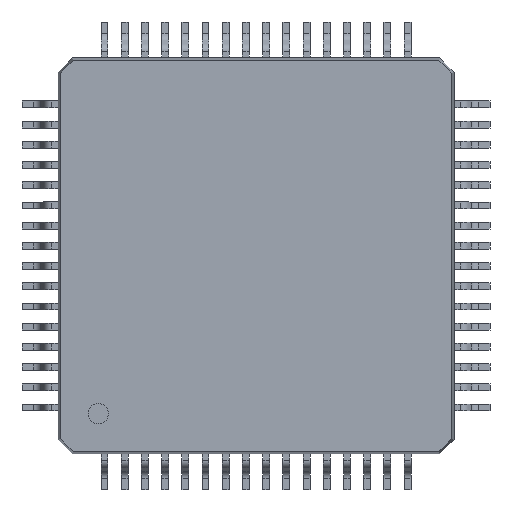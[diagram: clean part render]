
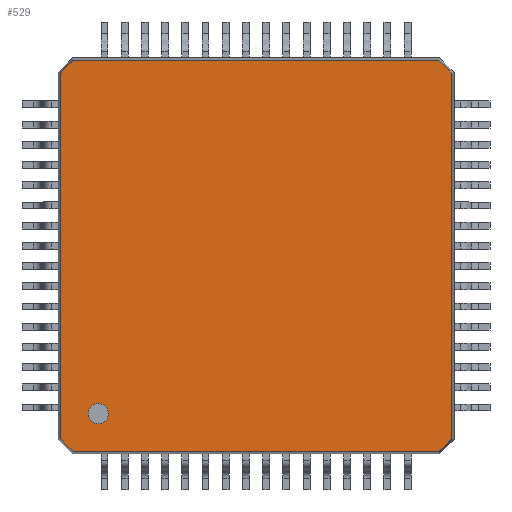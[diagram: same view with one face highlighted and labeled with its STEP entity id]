
A CAD part, top view. The second image highlights one B-rep face of the part: STEP entity #529.
In plain terms, the highlighted planar face has unit normal (0, 0, 1).
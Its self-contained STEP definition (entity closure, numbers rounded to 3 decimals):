
#43=CARTESIAN_POINT('',(-3.9,-3.9,1.));
#44=DIRECTION('',(0.,0.,-1.));
#45=DIRECTION('',(1.,0.,0.));
#46=AXIS2_PLACEMENT_3D('',#43,#44,#45);
#75=CARTESIAN_POINT('',(-3.9,-3.9,1.));
#76=DIRECTION('',(0.,0.,-1.));
#77=DIRECTION('',(-1.,0.,0.));
#78=AXIS2_PLACEMENT_3D('',#75,#76,#77);
#90=DIRECTION('',(0.,-1.,0.));
#91=VECTOR('',#90,9.049);
#92=CARTESIAN_POINT('',(4.839,4.525,1.));
#93=LINE('',#92,#91);
#97=DIRECTION('',(-0.707,-0.707,0.));
#98=VECTOR('',#97,0.444);
#99=CARTESIAN_POINT('',(4.839,-4.525,1.));
#100=LINE('',#99,#98);
#104=DIRECTION('',(-1.,0.,0.));
#105=VECTOR('',#104,9.049);
#106=CARTESIAN_POINT('',(4.525,-4.839,1.));
#107=LINE('',#106,#105);
#111=DIRECTION('',(-0.707,0.707,0.));
#112=VECTOR('',#111,0.444);
#113=CARTESIAN_POINT('',(-4.525,-4.839,1.));
#114=LINE('',#113,#112);
#118=DIRECTION('',(0.,1.,0.));
#119=VECTOR('',#118,9.049);
#120=CARTESIAN_POINT('',(-4.839,-4.525,1.));
#121=LINE('',#120,#119);
#125=DIRECTION('',(0.707,0.707,0.));
#126=VECTOR('',#125,0.444);
#127=CARTESIAN_POINT('',(-4.839,4.525,1.));
#128=LINE('',#127,#126);
#132=DIRECTION('',(1.,0.,0.));
#133=VECTOR('',#132,9.049);
#134=CARTESIAN_POINT('',(-4.525,4.839,1.));
#135=LINE('',#134,#133);
#139=DIRECTION('',(0.707,-0.707,0.));
#140=VECTOR('',#139,0.444);
#141=CARTESIAN_POINT('',(4.525,4.839,1.));
#142=LINE('',#141,#140);
#374=CARTESIAN_POINT('',(4.839,4.525,1.));
#375=CARTESIAN_POINT('',(4.839,-4.525,1.));
#376=VERTEX_POINT('',#374);
#377=VERTEX_POINT('',#375);
#378=CARTESIAN_POINT('',(-4.15,-3.9,1.));
#379=CARTESIAN_POINT('',(-3.65,-3.9,1.));
#380=VERTEX_POINT('',#378);
#381=VERTEX_POINT('',#379);
#386=CARTESIAN_POINT('',(-4.839,-4.525,1.));
#388=VERTEX_POINT('',#386);
#391=CARTESIAN_POINT('',(-4.525,-4.839,1.));
#393=VERTEX_POINT('',#391);
#395=CARTESIAN_POINT('',(4.525,-4.839,1.));
#397=VERTEX_POINT('',#395);
#398=CARTESIAN_POINT('',(-4.839,4.525,1.));
#400=VERTEX_POINT('',#398);
#404=CARTESIAN_POINT('',(-4.525,4.839,1.));
#406=VERTEX_POINT('',#404);
#424=CARTESIAN_POINT('',(4.525,4.839,1.));
#425=VERTEX_POINT('',#424);
#502=CARTESIAN_POINT('',(-4.9,-4.9,1.));
#503=DIRECTION('',(0.,0.,1.));
#504=DIRECTION('',(1.,0.,0.));
#505=AXIS2_PLACEMENT_3D('',#502,#503,#504);
#506=PLANE('',#505);
#508=ORIENTED_EDGE('',*,*,#507,.T.);
#510=ORIENTED_EDGE('',*,*,#509,.T.);
#512=ORIENTED_EDGE('',*,*,#511,.T.);
#514=ORIENTED_EDGE('',*,*,#513,.T.);
#516=ORIENTED_EDGE('',*,*,#515,.T.);
#518=ORIENTED_EDGE('',*,*,#517,.T.);
#520=ORIENTED_EDGE('',*,*,#519,.T.);
#522=ORIENTED_EDGE('',*,*,#521,.T.);
#523=EDGE_LOOP('',(#508,#510,#512,#514,#516,#518,#520,#522));
#524=FACE_OUTER_BOUND('',#523,.F.);
#525=ORIENTED_EDGE('',*,*,#483,.F.);
#526=ORIENTED_EDGE('',*,*,#435,.F.);
#527=EDGE_LOOP('',(#525,#526));
#528=FACE_BOUND('',#527,.F.);
#529=ADVANCED_FACE('',(#524,#528),#506,.T.);
#47=CIRCLE('',#46,0.25);
#79=CIRCLE('',#78,0.25);
#435=EDGE_CURVE('',#381,#380,#47,.T.);
#483=EDGE_CURVE('',#380,#381,#79,.T.);
#507=EDGE_CURVE('',#376,#377,#93,.T.);
#509=EDGE_CURVE('',#377,#397,#100,.T.);
#511=EDGE_CURVE('',#397,#393,#107,.T.);
#513=EDGE_CURVE('',#393,#388,#114,.T.);
#515=EDGE_CURVE('',#388,#400,#121,.T.);
#517=EDGE_CURVE('',#400,#406,#128,.T.);
#519=EDGE_CURVE('',#406,#425,#135,.T.);
#521=EDGE_CURVE('',#425,#376,#142,.T.);
